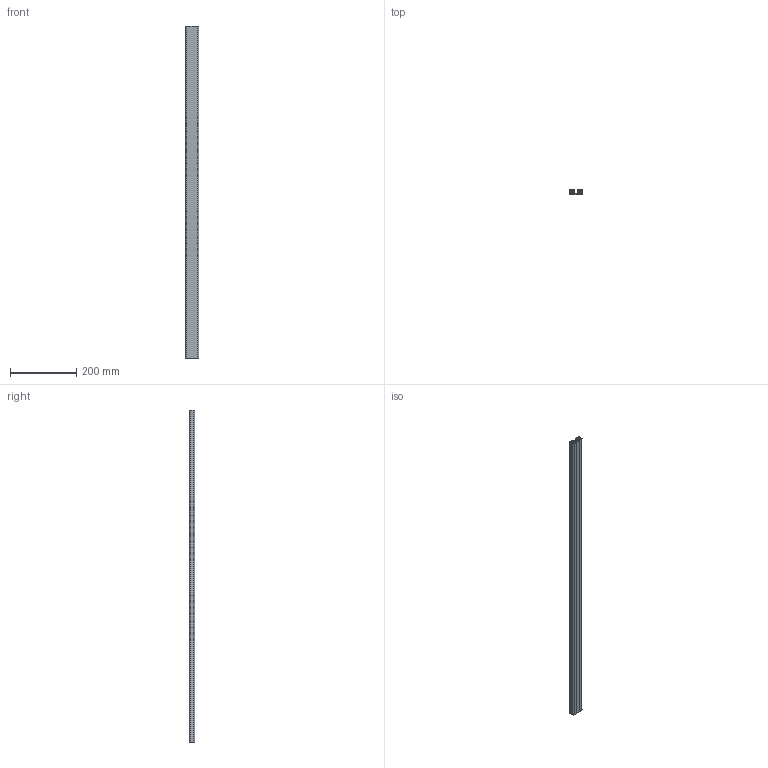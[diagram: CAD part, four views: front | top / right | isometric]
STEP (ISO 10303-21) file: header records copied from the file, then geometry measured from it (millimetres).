
FILE_DESCRIPTION(/* description */ (''),/* implementation_level */ '2;1');
FILE_NAME(/* name */ '10047_KriTec_Profil_8_40x16_Eco.stp',/* time_stamp */ '2014-08-14T14:22:28+02:00',/* author */ ('kostic'),/* organization */ (''),/* preprocessor_version */ 'ST-DEVELOPER v15.2',/* originating_system */ 'Autodesk Inventor 2014',/* authorisation */ '');
FILE_SCHEMA (('AUTOMOTIVE_DESIGN { 1 0 10303 214 3 1 1 }'));
Length unit declared in the file: millimetre
Products named in the file (1): 10047_KriTec_Profil_8_40x16_Eco
Bounding box: 40 x 16 x 1000 mm (x, y, z)
Volume: 236333.5 mm3; surface area: 288661.6 mm2
Topology: 1 solids, 1 shells, 106 faces, 312 edges, 208 vertices
Faces by surface type: cylinder 68, plane 38
Entity records: 3621 total; most frequent: DIRECTION 662, CARTESIAN_POINT 627, ORIENTED_EDGE 624, EDGE_CURVE 312, AXIS2_PLACEMENT_3D 243, VERTEX_POINT 208, LINE 176, VECTOR 176
